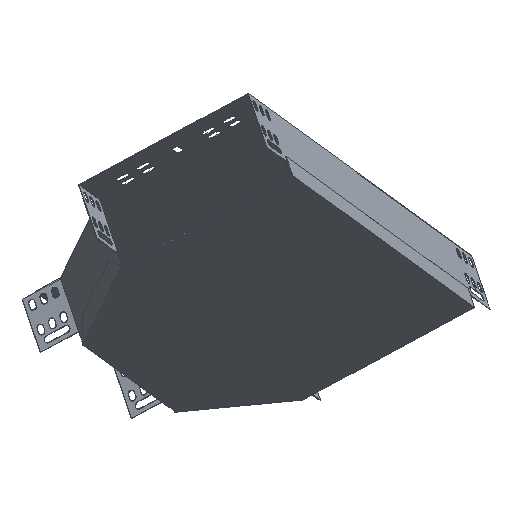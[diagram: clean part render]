
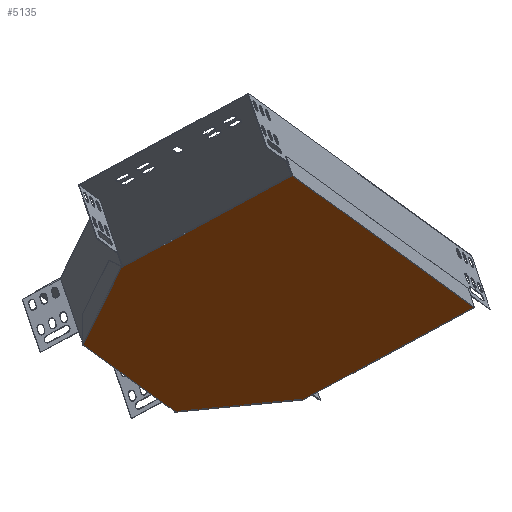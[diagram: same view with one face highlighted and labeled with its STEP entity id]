
A CAD part, front view. The second image highlights one B-rep face of the part: STEP entity #5135.
In plain terms, the highlighted planar face has unit normal (0.283, -0.485, -0.827).
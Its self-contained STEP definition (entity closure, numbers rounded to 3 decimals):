
#1 = DIRECTION ( 'NONE',  ( 0.455, 0.827, -0.33 ) ) ;
#126 = LINE ( 'NONE', #5791, #709 ) ;
#709 = VECTOR ( 'NONE', #6820, 1000. ) ;
#866 = VECTOR ( 'NONE', #4927, 1000. ) ;
#867 = DIRECTION ( 'NONE',  ( 0.276, -0.785, 0.555 ) ) ;
#914 = CARTESIAN_POINT ( 'NONE',  ( -36.198, 243.092, -148.582 ) ) ;
#1314 = VECTOR ( 'NONE', #9346, 1000. ) ;
#1316 = EDGE_CURVE ( 'NONE', #5001, #5024, #126, .T. ) ;
#1317 = EDGE_CURVE ( 'NONE', #5001, #5195, #10010, .T. ) ;
#1323 = CARTESIAN_POINT ( 'NONE',  ( -127.371, 75.778, -81.576 ) ) ;
#1330 = EDGE_CURVE ( 'NONE', #5195, #4437, #5977, .T. ) ;
#1335 = EDGE_CURVE ( 'NONE', #4587, #3190, #4167, .T. ) ;
#1349 = EDGE_CURVE ( 'NONE', #5217, #6780, #6596, .T. ) ;
#1351 = EDGE_CURVE ( 'NONE', #4650, #5217, #8108, .T. ) ;
#1352 = EDGE_CURVE ( 'NONE', #4650, #4738, #9635, .T. ) ;
#1373 = EDGE_CURVE ( 'NONE', #5024, #4738, #1922, .T. ) ;
#1409 = EDGE_CURVE ( 'NONE', #4587, #4437, #8227, .T. ) ;
#1427 = EDGE_CURVE ( 'NONE', #6780, #3190, #9269, .T. ) ;
#1881 = DIRECTION ( 'NONE',  ( 0.919, 0.385, 0.088 ) ) ;
#1922 = LINE ( 'NONE', #11010, #10155 ) ;
#1968 = CARTESIAN_POINT ( 'NONE',  ( 82.47, -91.491, 88.329 ) ) ;
#2686 = FACE_OUTER_BOUND ( 'NONE', #9670, .T. ) ;
#2792 = CARTESIAN_POINT ( 'NONE',  ( -87.659, -34.925, -3.036 ) ) ;
#3190 = VERTEX_POINT ( 'NONE', #7527 ) ;
#3545 = VECTOR ( 'NONE', #4772, 1000. ) ;
#3713 = CARTESIAN_POINT ( 'NONE',  ( -127.683, 76.666, -82.203 ) ) ;
#3765 = DIRECTION ( 'NONE',  ( 0.919, 0.385, 0.088 ) ) ;
#4167 = LINE ( 'NONE', #8535, #1314 ) ;
#4198 = ORIENTED_EDGE ( 'NONE', *, *, #1373, .T. ) ;
#4247 = ORIENTED_EDGE ( 'NONE', *, *, #1352, .F. ) ;
#4350 = ORIENTED_EDGE ( 'NONE', *, *, #1351, .T. ) ;
#4388 = ORIENTED_EDGE ( 'NONE', *, *, #1349, .T. ) ;
#4437 = VERTEX_POINT ( 'NONE', #5200 ) ;
#4469 = VECTOR ( 'NONE', #9483, 1000. ) ;
#4587 = VERTEX_POINT ( 'NONE', #6922 ) ;
#4603 = ORIENTED_EDGE ( 'NONE', *, *, #1427, .T. ) ;
#4650 = VERTEX_POINT ( 'NONE', #11234 ) ;
#4699 = DIRECTION ( 'NONE',  ( -0.455, -0.827, 0.33 ) ) ;
#4738 = VERTEX_POINT ( 'NONE', #10635 ) ;
#4772 = DIRECTION ( 'NONE',  ( 0.276, -0.785, 0.555 ) ) ;
#4819 = VECTOR ( 'NONE', #1881, 1000. ) ;
#4834 = CARTESIAN_POINT ( 'NONE',  ( 95.153, 296.868, -135.226 ) ) ;
#4843 = ORIENTED_EDGE ( 'NONE', *, *, #1335, .F. ) ;
#4884 = ORIENTED_EDGE ( 'NONE', *, *, #1409, .T. ) ;
#4927 = DIRECTION ( 'NONE',  ( -0.845, 0.283, -0.455 ) ) ;
#5001 = VERTEX_POINT ( 'NONE', #1323 ) ;
#5024 = VERTEX_POINT ( 'NONE', #7330 ) ;
#5129 = ORIENTED_EDGE ( 'NONE', *, *, #1330, .F. ) ;
#5135 = ADVANCED_FACE ( 'NONE', ( #2686 ), #9289, .F. ) ;
#5195 = VERTEX_POINT ( 'NONE', #7549 ) ;
#5200 = CARTESIAN_POINT ( 'NONE',  ( -87.108, -34.694, -2.983 ) ) ;
#5217 = VERTEX_POINT ( 'NONE', #6727 ) ;
#5270 = ORIENTED_EDGE ( 'NONE', *, *, #1317, .F. ) ;
#5323 = ORIENTED_EDGE ( 'NONE', *, *, #1316, .T. ) ;
#5791 = CARTESIAN_POINT ( 'NONE',  ( -126.636, 76.086, -81.505 ) ) ;
#5977 = LINE ( 'NONE', #2792, #11041 ) ;
#6596 = LINE ( 'NONE', #10974, #3545 ) ;
#6727 = CARTESIAN_POINT ( 'NONE',  ( 94.767, 297.967, -136.003 ) ) ;
#6752 = CARTESIAN_POINT ( 'NONE',  ( -165.218, 187.772, -160.235 ) ) ;
#6780 = VERTEX_POINT ( 'NONE', #4834 ) ;
#6820 = DIRECTION ( 'NONE',  ( 0.919, 0.385, 0.088 ) ) ;
#6922 = CARTESIAN_POINT ( 'NONE',  ( 83.146, -91.718, 88.693 ) ) ;
#7000 = CARTESIAN_POINT ( 'NONE',  ( 95.153, 296.868, -135.226 ) ) ;
#7215 = VECTOR ( 'NONE', #9379, 1000. ) ;
#7330 = CARTESIAN_POINT ( 'NONE',  ( -126.085, 76.317, -81.452 ) ) ;
#7527 = CARTESIAN_POINT ( 'NONE',  ( 265.406, 239.844, -43.55 ) ) ;
#7549 = CARTESIAN_POINT ( 'NONE',  ( -88.394, -35.233, -3.107 ) ) ;
#8108 = LINE ( 'NONE', #914, #4819 ) ;
#8227 = LINE ( 'NONE', #1968, #866 ) ;
#8535 = CARTESIAN_POINT ( 'NONE',  ( 82.631, -92.654, 89.066 ) ) ;
#8577 = CARTESIAN_POINT ( 'NONE',  ( -34.938, 242.9, -148.039 ) ) ;
#8927 = AXIS2_PLACEMENT_3D ( 'NONE', #6752, #10103, #4699 ) ;
#9269 = LINE ( 'NONE', #7000, #4469 ) ;
#9289 = PLANE ( 'NONE',  #8927 ) ;
#9346 = DIRECTION ( 'NONE',  ( 0.455, 0.827, -0.33 ) ) ;
#9379 = DIRECTION ( 'NONE',  ( 0.276, -0.785, 0.555 ) ) ;
#9483 = DIRECTION ( 'NONE',  ( 0.845, -0.283, 0.455 ) ) ;
#9635 = LINE ( 'NONE', #8577, #7215 ) ;
#9670 = EDGE_LOOP ( 'NONE', ( #4198, #4247, #4350, #4388, #4603, #4843, #4884, #5129, #5270, #5323 ) ) ;
#10010 = LINE ( 'NONE', #3713, #10515 ) ;
#10103 = DIRECTION ( 'NONE',  ( -0.283, 0.485, 0.827 ) ) ;
#10155 = VECTOR ( 'NONE', #1, 1000. ) ;
#10515 = VECTOR ( 'NONE', #867, 1000. ) ;
#10635 = CARTESIAN_POINT ( 'NONE',  ( -34.773, 242.429, -147.706 ) ) ;
#10974 = CARTESIAN_POINT ( 'NONE',  ( 94.987, 297.339, -135.559 ) ) ;
#11010 = CARTESIAN_POINT ( 'NONE',  ( -126.085, 76.317, -81.452 ) ) ;
#11041 = VECTOR ( 'NONE', #3765, 1000. ) ;
#11234 = CARTESIAN_POINT ( 'NONE',  ( -35.159, 243.528, -148.483 ) ) ;
